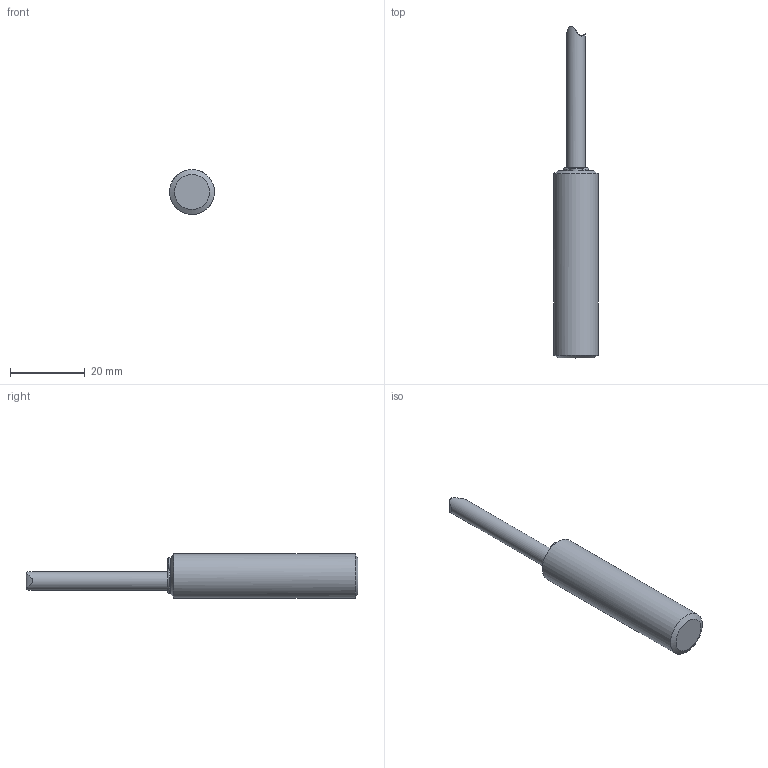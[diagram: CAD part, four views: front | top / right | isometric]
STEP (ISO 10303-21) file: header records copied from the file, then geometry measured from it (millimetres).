
FILE_DESCRIPTION (( 'STEP AP214' ), '1' );
FILE_NAME ('DW-AD-521-M12.STEP', '2018-08-30T20:08:04', ( '' ), ( '' ), 'SwSTEP 2.0', 'SolidWorks 2017', '' );
FILE_SCHEMA (( 'AUTOMOTIVE_DESIGN' ));
Length unit declared in the file: inch
Products named in the file (1): DW-AD-521-M12
Bounding box: 12 x 88.71 x 12 mm (x, y, z)
Volume: 6370.8 mm3; surface area: 2665.4 mm2
Topology: 1 solids, 1 shells, 14 faces, 30 edges, 19 vertices
Faces by surface type: plane 5, cylinder 4, cone 3, torus 1, bspline 1
Full cylindrical faces by diameter (mm): 5.001 x1, 11.999 x1
Entity records: 670 total; most frequent: CARTESIAN_POINT 171, DIRECTION 62, ORIENTED_EDGE 48, AXIS2_PLACEMENT_3D 30, EDGE_CURVE 24, EDGE_LOOP 19, UNCERTAINTY_MEASURE_WITH_UNIT 17, DIMENSIONAL_EXPONENTS 17
